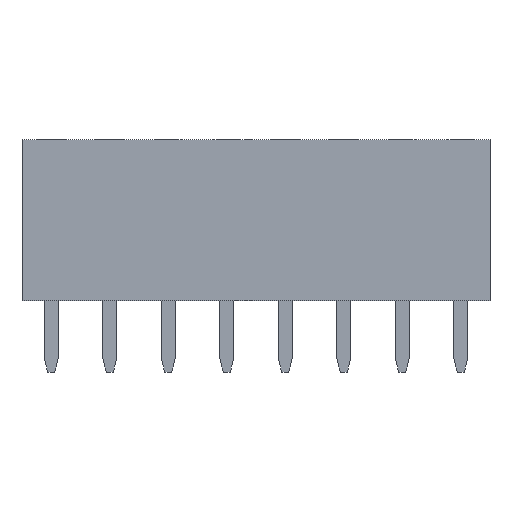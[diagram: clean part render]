
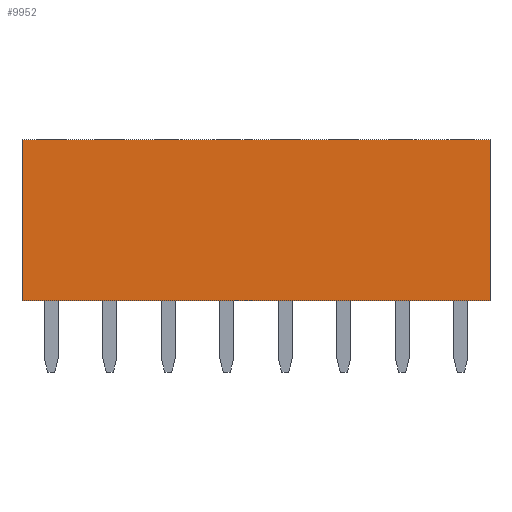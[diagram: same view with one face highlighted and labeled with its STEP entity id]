
A CAD part, left-side view. The second image highlights one B-rep face of the part: STEP entity #9952.
In plain terms, the highlighted planar face has unit normal (-1, 0, 0).
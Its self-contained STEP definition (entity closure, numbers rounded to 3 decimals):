
#334=FACE_OUTER_BOUND('',#890,.T.);
#890=EDGE_LOOP('',(#7463,#7464,#7465,#7466));
#1821=LINE('',#14478,#3149);
#1827=LINE('',#14491,#3155);
#1830=LINE('',#14496,#3158);
#1864=LINE('',#14563,#3192);
#3149=VECTOR('',#11932,1.);
#3155=VECTOR('',#11940,1.);
#3158=VECTOR('',#11947,1.);
#3192=VECTOR('',#11983,1.);
#4239=VERTEX_POINT('',#14466);
#4244=VERTEX_POINT('',#14476);
#4249=VERTEX_POINT('',#14488);
#4250=VERTEX_POINT('',#14490);
#5341=EDGE_CURVE('',#4239,#4244,#1821,.T.);
#5347=EDGE_CURVE('',#4249,#4250,#1827,.T.);
#5350=EDGE_CURVE('',#4250,#4244,#1830,.T.);
#5384=EDGE_CURVE('',#4249,#4239,#1864,.T.);
#7463=ORIENTED_EDGE('',*,*,#5347,.F.);
#7464=ORIENTED_EDGE('',*,*,#5384,.T.);
#7465=ORIENTED_EDGE('',*,*,#5341,.T.);
#7466=ORIENTED_EDGE('',*,*,#5350,.F.);
#8918=PLANE('',#10484);
#9952=ADVANCED_FACE('',(#334),#8918,.F.);
#10484=AXIS2_PLACEMENT_3D('',#14697,#12056,#12057);
#11932=DIRECTION('',(0.,0.,1.));
#11940=DIRECTION('',(0.,0.,1.));
#11947=DIRECTION('',(0.,-1.,0.));
#11983=DIRECTION('',(0.,-1.,0.));
#12056=DIRECTION('center_axis',(1.,0.,0.));
#12057=DIRECTION('ref_axis',(0.,-1.,0.));
#14466=CARTESIAN_POINT('',(-1.12,-19.05,0.));
#14476=CARTESIAN_POINT('',(-1.12,-19.05,7.));
#14478=CARTESIAN_POINT('',(-1.12,-19.05,0.));
#14488=CARTESIAN_POINT('',(-1.12,1.27,0.));
#14490=CARTESIAN_POINT('',(-1.12,1.27,7.));
#14491=CARTESIAN_POINT('',(-1.12,1.27,0.));
#14496=CARTESIAN_POINT('',(-1.12,1.27,7.));
#14563=CARTESIAN_POINT('',(-1.12,1.27,0.));
#14697=CARTESIAN_POINT('Origin',(-1.12,1.27,0.));
